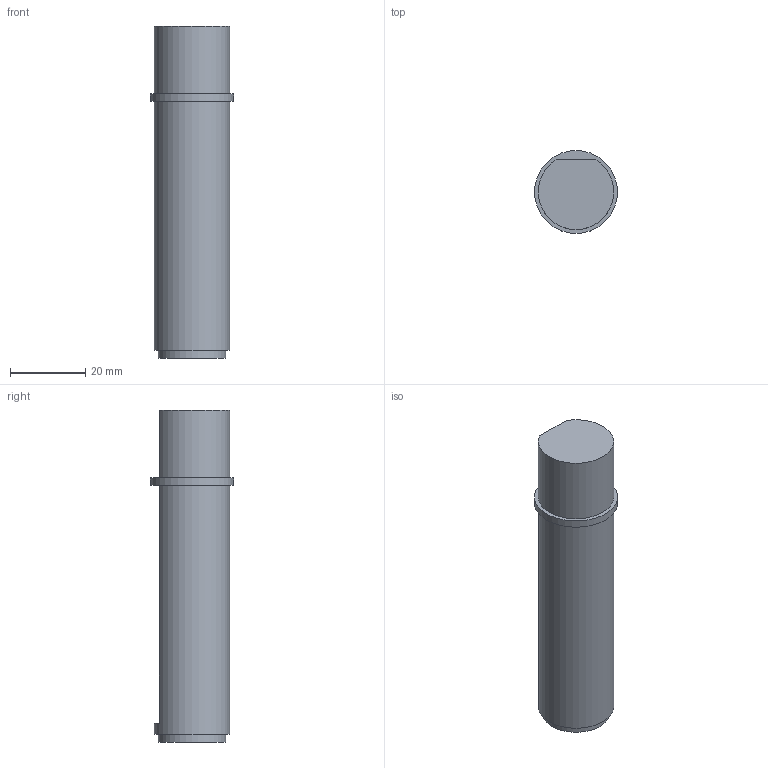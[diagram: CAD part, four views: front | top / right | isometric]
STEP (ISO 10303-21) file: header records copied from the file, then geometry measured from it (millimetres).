
FILE_DESCRIPTION(/* description */ ('STEP AP214'),/* implementation_level */ '2;1');
FILE_NAME(/* name */ '619baa0b9c98216352074f78',/* time_stamp */ '2021-11-22T14:32:44+00:00',/* author */ (''),/* organization */ (''),/* preprocessor_version */ 'ST-DEVELOPER v18.1',/* originating_system */ ' ',/* authorisation */ ' ');
FILE_SCHEMA (('AUTOMOTIVE_DESIGN {1 0 10303 214 3 1 1}'));
Length unit declared in the file: metre
Products named in the file (1): Abre
Bounding box: 22 x 22 x 88 mm (x, y, z)
Volume: 25399.3 mm3; surface area: 6893 mm2
Topology: 1 solids, 1 shells, 15 faces, 27 edges, 18 vertices
Faces by surface type: plane 10, cylinder 5
Full cylindrical faces by diameter (mm): 18 x1, 20 x1, 22 x1
Entity records: 378 total; most frequent: DIRECTION 66, CARTESIAN_POINT 56, ORIENTED_EDGE 46, AXIS2_PLACEMENT_3D 27, EDGE_CURVE 23, EDGE_LOOP 22, FACE_BOUND 22, VERTEX_POINT 17
